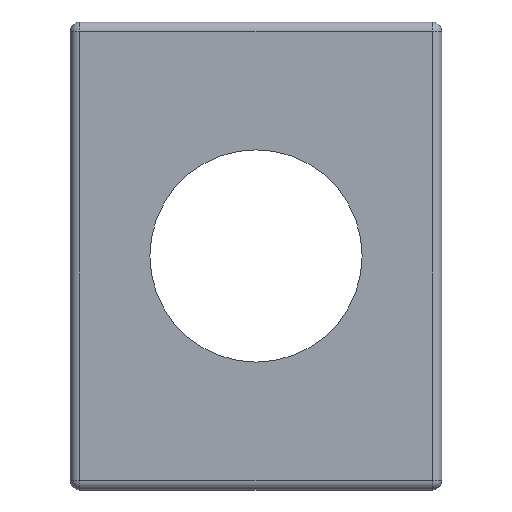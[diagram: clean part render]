
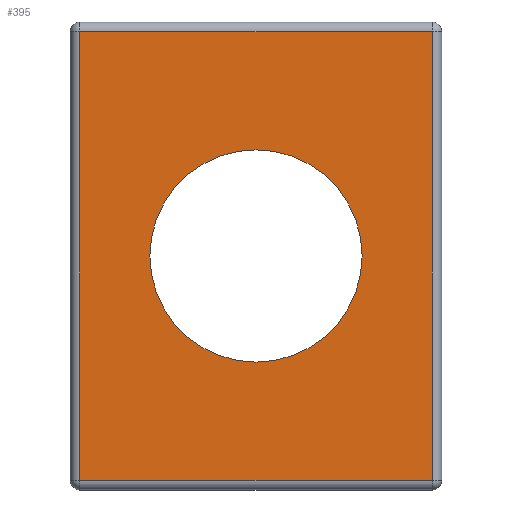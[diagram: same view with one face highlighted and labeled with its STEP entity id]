
A CAD part, top view. The second image highlights one B-rep face of the part: STEP entity #395.
In plain terms, the highlighted planar face has unit normal (0, 0, 1).
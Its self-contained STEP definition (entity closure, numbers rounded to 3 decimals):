
#95 = VERTEX_POINT('',#96);
#96 = CARTESIAN_POINT('',(-18.25,23.25,19.435));
#103 = EDGE_CURVE('',#95,#104,#106,.T.);
#104 = VERTEX_POINT('',#105);
#105 = CARTESIAN_POINT('',(-18.25,-23.25,19.435));
#106 = LINE('',#107,#108);
#107 = CARTESIAN_POINT('',(-18.25,23.25,19.435));
#108 = VECTOR('',#109,1.);
#109 = DIRECTION('',(0.,-1.,0.));
#395 = ADVANCED_FACE('',(#396,#421),#432,.T.);
#396 = FACE_BOUND('',#397,.T.);
#397 = EDGE_LOOP('',(#398,#399,#407,#415));
#398 = ORIENTED_EDGE('',*,*,#103,.T.);
#399 = ORIENTED_EDGE('',*,*,#400,.T.);
#400 = EDGE_CURVE('',#104,#401,#403,.T.);
#401 = VERTEX_POINT('',#402);
#402 = CARTESIAN_POINT('',(18.25,-23.25,19.435));
#403 = LINE('',#404,#405);
#404 = CARTESIAN_POINT('',(-18.25,-23.25,19.435));
#405 = VECTOR('',#406,1.);
#406 = DIRECTION('',(1.,0.,0.));
#407 = ORIENTED_EDGE('',*,*,#408,.T.);
#408 = EDGE_CURVE('',#401,#409,#411,.T.);
#409 = VERTEX_POINT('',#410);
#410 = CARTESIAN_POINT('',(18.25,23.25,19.435));
#411 = LINE('',#412,#413);
#412 = CARTESIAN_POINT('',(18.25,-23.25,19.435));
#413 = VECTOR('',#414,1.);
#414 = DIRECTION('',(0.,1.,0.));
#415 = ORIENTED_EDGE('',*,*,#416,.T.);
#416 = EDGE_CURVE('',#409,#95,#417,.T.);
#417 = LINE('',#418,#419);
#418 = CARTESIAN_POINT('',(18.25,23.25,19.435));
#419 = VECTOR('',#420,1.);
#420 = DIRECTION('',(-1.,0.,0.));
#421 = FACE_BOUND('',#422,.T.);
#422 = EDGE_LOOP('',(#423));
#423 = ORIENTED_EDGE('',*,*,#424,.F.);
#424 = EDGE_CURVE('',#425,#425,#427,.T.);
#425 = VERTEX_POINT('',#426);
#426 = CARTESIAN_POINT('',(11.,0.,19.435));
#427 = CIRCLE('',#428,11.);
#428 = AXIS2_PLACEMENT_3D('',#429,#430,#431);
#429 = CARTESIAN_POINT('',(0.,0.,19.435));
#430 = DIRECTION('',(0.,0.,1.));
#431 = DIRECTION('',(1.,0.,0.));
#432 = PLANE('',#433);
#433 = AXIS2_PLACEMENT_3D('',#434,#435,#436);
#434 = CARTESIAN_POINT('',(0.,0.,19.435));
#435 = DIRECTION('',(0.,0.,1.));
#436 = DIRECTION('',(1.,0.,0.));
